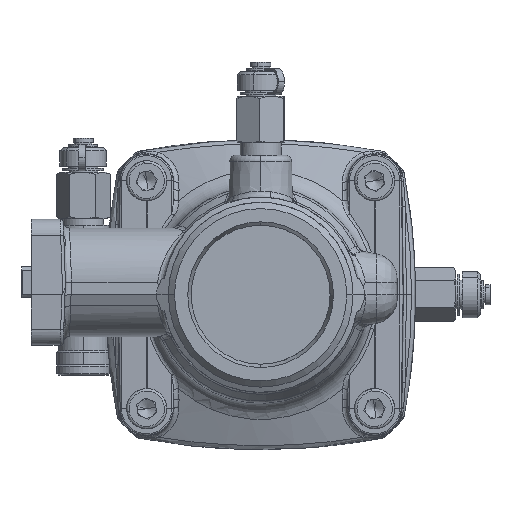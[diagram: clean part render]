
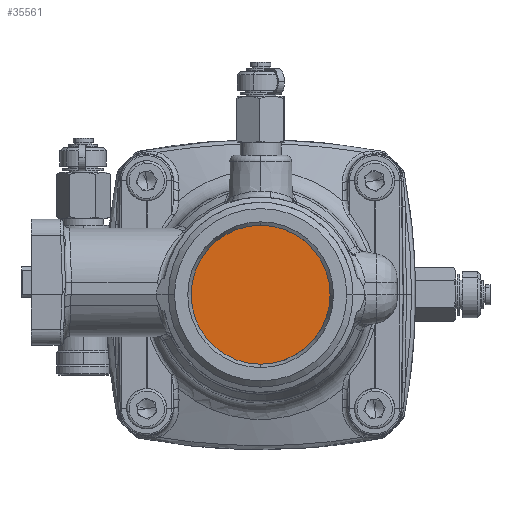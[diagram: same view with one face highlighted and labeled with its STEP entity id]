
A CAD part, left-side view. The second image highlights one B-rep face of the part: STEP entity #35561.
In plain terms, the highlighted planar face has unit normal (-1, 0, 0).
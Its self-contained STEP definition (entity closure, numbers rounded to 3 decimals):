
#35501=CARTESIAN_POINT('Vertex',(-103.597,0.,-22.42)) ;
#35504=CARTESIAN_POINT('Axis2P3D Location',(-103.597,0.,0.)) ;
#35508=CARTESIAN_POINT('Vertex',(-103.597,0.,22.42)) ;
#35529=CARTESIAN_POINT('Control Point',(-103.597,0.,22.42)) ;
#35530=CARTESIAN_POINT('Control Point',(-103.597,-3.522,22.42)) ;
#35531=CARTESIAN_POINT('Control Point',(-103.597,-7.043,21.729)) ;
#35532=CARTESIAN_POINT('Control Point',(-103.597,-10.384,20.345)) ;
#35533=CARTESIAN_POINT('Control Point',(-103.597,-16.342,16.342)) ;
#35534=CARTESIAN_POINT('Control Point',(-103.597,-20.345,10.384)) ;
#35535=CARTESIAN_POINT('Control Point',(-103.597,-21.729,7.043)) ;
#35536=CARTESIAN_POINT('Control Point',(-103.597,-23.111,0.)) ;
#35537=CARTESIAN_POINT('Control Point',(-103.597,-21.729,-7.043)) ;
#35538=CARTESIAN_POINT('Control Point',(-103.597,-20.345,-10.384)) ;
#35539=CARTESIAN_POINT('Control Point',(-103.597,-16.342,-16.342)) ;
#35540=CARTESIAN_POINT('Control Point',(-103.597,-10.384,-20.345)) ;
#35541=CARTESIAN_POINT('Control Point',(-103.597,-7.043,-21.729)) ;
#35542=CARTESIAN_POINT('Control Point',(-103.597,-3.522,-22.42)) ;
#35543=CARTESIAN_POINT('Control Point',(-103.597,0.,-22.42)) ;
#35552=CARTESIAN_POINT('Axis2P3D Location',(-103.597,0.,0.)) ;
#35505=DIRECTION('Axis2P3D Direction',(-1.,0.,0.)) ;
#35553=DIRECTION('Axis2P3D Direction',(1.,-0.,0.)) ;
#35554=DIRECTION('Axis2P3D XDirection',(0.,0.,-1.)) ;
#35506=AXIS2_PLACEMENT_3D('Circle Axis2P3D',#35504,#35505,$) ;
#35555=AXIS2_PLACEMENT_3D('Plane Axis2P3D',#35552,#35553,#35554) ;
#35558=ORIENTED_EDGE('',*,*,#35544,.F.) ;
#35559=ORIENTED_EDGE('',*,*,#35510,.F.) ;
#35561=ADVANCED_FACE('NONE',(#35560),#35556,.F.) ;
#35528=B_SPLINE_CURVE_WITH_KNOTS('',5,(#35529,#35530,#35531,#35532,#35533,#35534,#35535,#35536,#35537,#35538,#35539,#35540,#35541,#35542,#35543),.UNSPECIFIED.,.F.,.U.,(6,3,3,3,6),(-35.217,-17.609,0.,17.609,35.217),.UNSPECIFIED.) ;
#35507=CIRCLE('generated circle',#35506,22.42) ;
#35510=EDGE_CURVE('',#35502,#35509,#35507,.F.) ;
#35544=EDGE_CURVE('',#35509,#35502,#35528,.T.) ;
#35557=EDGE_LOOP('',(#35558,#35559)) ;
#35560=FACE_OUTER_BOUND('',#35557,.T.) ;
#35556=PLANE('',#35555) ;
#35502=VERTEX_POINT('',#35501) ;
#35509=VERTEX_POINT('',#35508) ;
